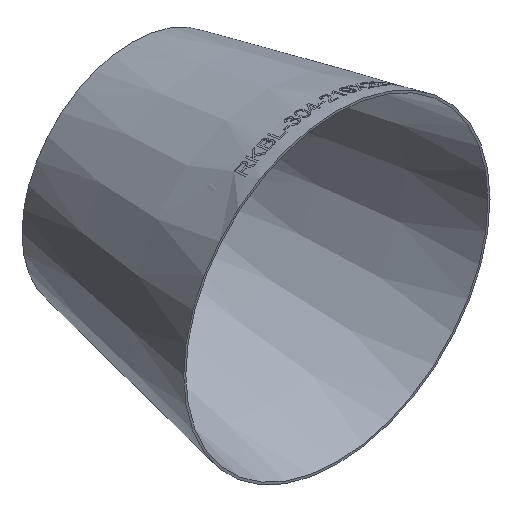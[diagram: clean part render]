
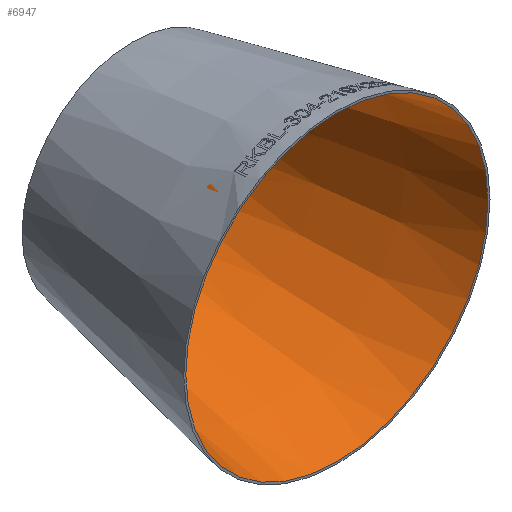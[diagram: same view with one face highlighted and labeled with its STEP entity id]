
A CAD part, isometric view. The second image highlights one B-rep face of the part: STEP entity #6947.
In plain terms, the highlighted conical face has half-angle 11.811 degrees and reference radius 149.957 mm.
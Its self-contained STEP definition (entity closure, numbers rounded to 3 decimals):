
#707 = CIRCLE ( 'NONE', #13396, 149.957 ) ;
#1268 = EDGE_LOOP ( 'NONE', ( #1768 ) ) ;
#1327 = EDGE_CURVE ( 'NONE', #36263, #36263, #36205, .T. ) ;
#1768 = ORIENTED_EDGE ( 'NONE', *, *, #1327, .F. ) ;
#3132 = EDGE_LOOP ( 'NONE', ( #5287 ) ) ;
#3428 = EDGE_CURVE ( 'NONE', #7271, #7271, #707, .T. ) ;
#3866 = DIRECTION ( 'NONE',  ( 0., -1., 0. ) ) ;
#4429 = CARTESIAN_POINT ( 'NONE',  ( 0., 0., -149.957 ) ) ;
#5287 = ORIENTED_EDGE ( 'NONE', *, *, #3428, .T. ) ;
#6947 = ADVANCED_FACE ( 'NONE', ( #12825, #13003 ), #33633, .F. ) ;
#7271 = VERTEX_POINT ( 'NONE', #4429 ) ;
#8181 = DIRECTION ( 'NONE',  ( 0., -1., 0. ) ) ;
#8370 = DIRECTION ( 'NONE',  ( 0., 0., -1. ) ) ;
#12586 = DIRECTION ( 'NONE',  ( 0., 0., -1. ) ) ;
#12825 = FACE_BOUND ( 'NONE', #1268, .T. ) ;
#13003 = FACE_OUTER_BOUND ( 'NONE', #3132, .T. ) ;
#13250 = AXIS2_PLACEMENT_3D ( 'NONE', #26409, #3866, #12586 ) ;
#13344 = CARTESIAN_POINT ( 'NONE',  ( 0., 203., -107.507 ) ) ;
#13396 = AXIS2_PLACEMENT_3D ( 'NONE', #20308, #8181, #8370 ) ;
#15476 = CARTESIAN_POINT ( 'NONE',  ( 0., 0., 0. ) ) ;
#20308 = CARTESIAN_POINT ( 'NONE',  ( 0., 0., 0. ) ) ;
#21549 = AXIS2_PLACEMENT_3D ( 'NONE', #15476, #33073, #22074 ) ;
#22074 = DIRECTION ( 'NONE',  ( 0., 0., -1. ) ) ;
#26409 = CARTESIAN_POINT ( 'NONE',  ( 0., 203., 0. ) ) ;
#33073 = DIRECTION ( 'NONE',  ( 0., -1., 0. ) ) ;
#33633 = CONICAL_SURFACE ( 'NONE', #21549, 149.957, 0.206 ) ;
#36205 = CIRCLE ( 'NONE', #13250, 107.507 ) ;
#36263 = VERTEX_POINT ( 'NONE', #13344 ) ;
